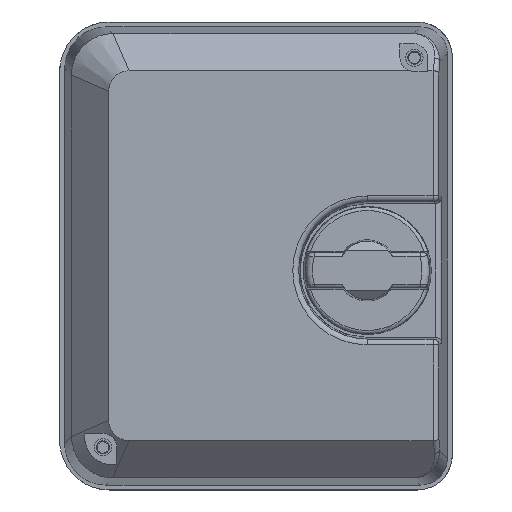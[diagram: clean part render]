
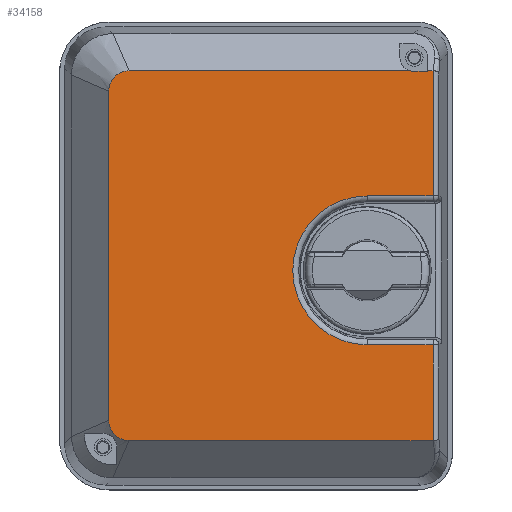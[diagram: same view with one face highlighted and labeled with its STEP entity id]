
A CAD part, top view. The second image highlights one B-rep face of the part: STEP entity #34158.
In plain terms, the highlighted face is planar.
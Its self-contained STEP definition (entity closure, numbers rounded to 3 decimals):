
#650=B_SPLINE_CURVE_WITH_KNOTS('',3,(#68094,#68095,#68096,#68097,#68098,
#68099,#68100),.UNSPECIFIED.,.F.,.F.,(4,1,1,1,4),(0.,0.25,0.5,0.75,1.),
 .UNSPECIFIED.);
#651=B_SPLINE_CURVE_WITH_KNOTS('',3,(#68104,#68105,#68106,#68107,#68108,
#68109,#68110),.UNSPECIFIED.,.F.,.F.,(4,1,1,1,4),(0.,0.25,0.5,0.75,1.),
 .UNSPECIFIED.);
#2296=CIRCLE('',#36460,4.75);
#2297=CIRCLE('',#36461,25.56);
#3825=FACE_OUTER_BOUND('',#5750,.T.);
#5750=EDGE_LOOP('',(#24359,#24360,#24361,#24362,#24363,#24364,#24365,#24366,
#24367,#24368,#24369,#24370,#24371,#24372));
#7993=LINE('',#68080,#10979);
#7994=LINE('',#68082,#10980);
#7995=LINE('',#68084,#10981);
#7996=LINE('',#68086,#10982);
#7997=LINE('',#68088,#10983);
#7998=LINE('',#68092,#10984);
#7999=LINE('',#68102,#10985);
#8000=LINE('',#68112,#10986);
#8001=LINE('',#68114,#10987);
#8002=LINE('',#68116,#10988);
#10979=VECTOR('',#41191,1.);
#10980=VECTOR('',#41192,1.);
#10981=VECTOR('',#41193,10.);
#10982=VECTOR('',#41194,1.);
#10983=VECTOR('',#41195,1.);
#10984=VECTOR('',#41198,10.);
#10985=VECTOR('',#41199,10.);
#10986=VECTOR('',#41200,10.);
#10987=VECTOR('',#41201,1.);
#10988=VECTOR('',#41202,1.);
#14308=VERTEX_POINT('',#68078);
#14309=VERTEX_POINT('',#68079);
#14310=VERTEX_POINT('',#68081);
#14311=VERTEX_POINT('',#68083);
#14312=VERTEX_POINT('',#68085);
#14313=VERTEX_POINT('',#68087);
#14314=VERTEX_POINT('',#68089);
#14315=VERTEX_POINT('',#68091);
#14316=VERTEX_POINT('',#68093);
#14317=VERTEX_POINT('',#68101);
#14318=VERTEX_POINT('',#68103);
#14319=VERTEX_POINT('',#68111);
#14320=VERTEX_POINT('',#68113);
#14321=VERTEX_POINT('',#68115);
#18225=EDGE_CURVE('',#14308,#14309,#7993,.T.);
#18226=EDGE_CURVE('',#14309,#14310,#7994,.T.);
#18227=EDGE_CURVE('',#14311,#14310,#7995,.T.);
#18228=EDGE_CURVE('',#14312,#14311,#7996,.T.);
#18229=EDGE_CURVE('',#14313,#14312,#7997,.T.);
#18230=EDGE_CURVE('',#14314,#14313,#2296,.T.);
#18231=EDGE_CURVE('',#14315,#14314,#7998,.T.);
#18232=EDGE_CURVE('',#14316,#14315,#650,.T.);
#18233=EDGE_CURVE('',#14317,#14316,#7999,.T.);
#18234=EDGE_CURVE('',#14318,#14317,#651,.T.);
#18235=EDGE_CURVE('',#14319,#14318,#8000,.T.);
#18236=EDGE_CURVE('',#14319,#14320,#8001,.T.);
#18237=EDGE_CURVE('',#14320,#14321,#8002,.T.);
#18238=EDGE_CURVE('',#14321,#14308,#2297,.T.);
#24359=ORIENTED_EDGE('',*,*,#18225,.T.);
#24360=ORIENTED_EDGE('',*,*,#18226,.T.);
#24361=ORIENTED_EDGE('',*,*,#18227,.F.);
#24362=ORIENTED_EDGE('',*,*,#18228,.F.);
#24363=ORIENTED_EDGE('',*,*,#18229,.F.);
#24364=ORIENTED_EDGE('',*,*,#18230,.F.);
#24365=ORIENTED_EDGE('',*,*,#18231,.F.);
#24366=ORIENTED_EDGE('',*,*,#18232,.F.);
#24367=ORIENTED_EDGE('',*,*,#18233,.F.);
#24368=ORIENTED_EDGE('',*,*,#18234,.F.);
#24369=ORIENTED_EDGE('',*,*,#18235,.F.);
#24370=ORIENTED_EDGE('',*,*,#18236,.T.);
#24371=ORIENTED_EDGE('',*,*,#18237,.T.);
#24372=ORIENTED_EDGE('',*,*,#18238,.T.);
#32876=PLANE('',#36459);
#34158=ADVANCED_FACE('',(#3825),#32876,.F.);
#36459=AXIS2_PLACEMENT_3D('',#68077,#41189,#41190);
#36460=AXIS2_PLACEMENT_3D('',#68090,#41196,#41197);
#36461=AXIS2_PLACEMENT_3D('',#68117,#41203,#41204);
#41189=DIRECTION('center_axis',(0.,1.,0.));
#41190=DIRECTION('ref_axis',(0.,0.,
-1.));
#41191=DIRECTION('',(-1.,0.,0.));
#41192=DIRECTION('',(0.,0.,-1.));
#41193=DIRECTION('',(-1.,0.,0.));
#41194=DIRECTION('',(0.,0.,-1.));
#41195=DIRECTION('',(-1.,0.,0.));
#41196=DIRECTION('center_axis',(0.,-1.,0.));
#41197=DIRECTION('ref_axis',(0.,0.,
-1.));
#41198=DIRECTION('',(-1.,0.,0.));
#41199=DIRECTION('',(0.,0.,-1.));
#41200=DIRECTION('',(1.,0.,0.));
#41201=DIRECTION('',(0.,0.,-1.));
#41202=DIRECTION('',(1.,0.,0.));
#41203=DIRECTION('center_axis',(0.,1.,0.));
#41204=DIRECTION('ref_axis',(0.,0.,
-1.));
#68077=CARTESIAN_POINT('Origin',(-46739.623,5763.015,208.299));
#68078=CARTESIAN_POINT('',(-46828.213,5763.015,124.449));
#68079=CARTESIAN_POINT('',(-46850.828,5763.015,124.449));
#68080=CARTESIAN_POINT('',(-46739.623,5763.015,124.449));
#68081=CARTESIAN_POINT('',(-46850.815,5763.015,81.459));
#68082=CARTESIAN_POINT('',(-46850.828,5763.015,81.459));
#68083=CARTESIAN_POINT('',(-46848.913,5763.015,81.459));
#68084=CARTESIAN_POINT('',(-46848.913,5763.015,81.459));
#68085=CARTESIAN_POINT('',(-46848.913,5763.015,81.659));
#68086=CARTESIAN_POINT('',(-46848.913,5763.015,81.659));
#68087=CARTESIAN_POINT('',(-46844.163,5763.015,81.659));
#68088=CARTESIAN_POINT('',(-46844.163,5763.015,81.659));
#68089=CARTESIAN_POINT('',(-46842.799,5763.015,81.459));
#68090=CARTESIAN_POINT('Origin',(-46844.163,5763.015,76.909));
#68091=CARTESIAN_POINT('',(-46746.463,5763.015,81.459));
#68092=CARTESIAN_POINT('',(-46746.463,5763.015,81.459));
#68093=CARTESIAN_POINT('',(-46739.463,5763.015,88.459));
#68094=CARTESIAN_POINT('Ctrl Pts',(-46739.463,5763.015,88.459));
#68095=CARTESIAN_POINT('Ctrl Pts',(-46739.463,5763.015,87.543));
#68096=CARTESIAN_POINT('Ctrl Pts',(-46739.827,5763.015,85.711));
#68097=CARTESIAN_POINT('Ctrl Pts',(-46741.384,5763.015,83.381));
#68098=CARTESIAN_POINT('Ctrl Pts',(-46743.714,5763.015,81.824));
#68099=CARTESIAN_POINT('Ctrl Pts',(-46745.547,5763.015,81.459));
#68100=CARTESIAN_POINT('Ctrl Pts',(-46746.463,5763.015,81.459));
#68101=CARTESIAN_POINT('',(-46739.463,5763.015,201.459));
#68102=CARTESIAN_POINT('',(-46739.463,5763.015,201.459));
#68103=CARTESIAN_POINT('',(-46746.463,5763.015,208.459));
#68104=CARTESIAN_POINT('Ctrl Pts',(-46746.463,5763.015,208.459));
#68105=CARTESIAN_POINT('Ctrl Pts',(-46745.547,5763.015,208.459));
#68106=CARTESIAN_POINT('Ctrl Pts',(-46743.714,5763.015,208.095));
#68107=CARTESIAN_POINT('Ctrl Pts',(-46741.384,5763.015,206.538));
#68108=CARTESIAN_POINT('Ctrl Pts',(-46739.827,5763.015,204.208));
#68109=CARTESIAN_POINT('Ctrl Pts',(-46739.463,5763.015,202.376));
#68110=CARTESIAN_POINT('Ctrl Pts',(-46739.463,5763.015,201.459));
#68111=CARTESIAN_POINT('',(-46850.815,5763.015,208.46));
#68112=CARTESIAN_POINT('',(-46850.815,5763.015,208.459));
#68113=CARTESIAN_POINT('',(-46850.828,5763.015,175.569));
#68114=CARTESIAN_POINT('',(-46850.828,5763.015,173.638));
#68115=CARTESIAN_POINT('',(-46828.213,5763.015,175.569));
#68116=CARTESIAN_POINT('',(-46739.623,5763.015,175.569));
#68117=CARTESIAN_POINT('Origin',(-46828.213,5763.015,150.009));
